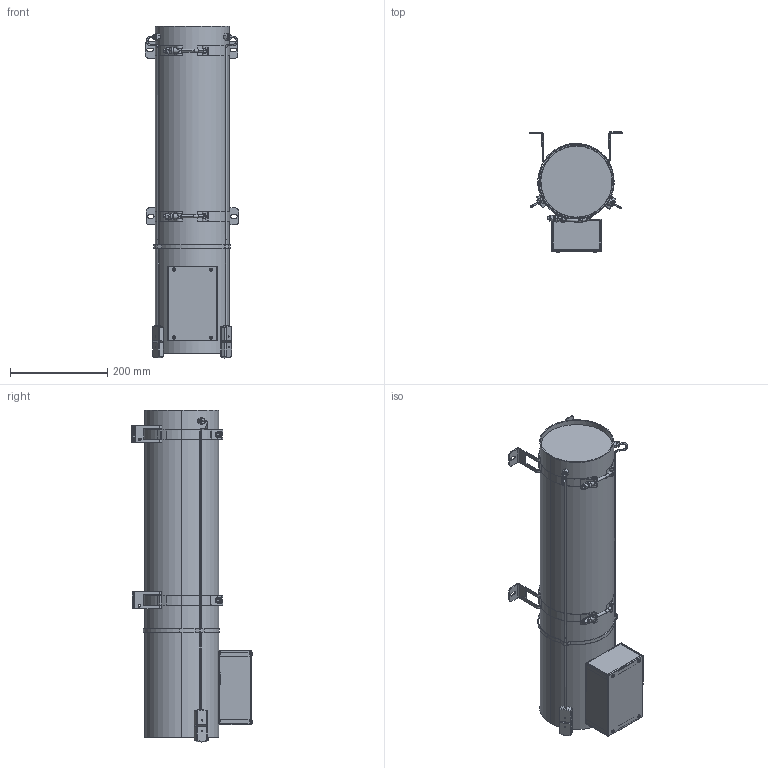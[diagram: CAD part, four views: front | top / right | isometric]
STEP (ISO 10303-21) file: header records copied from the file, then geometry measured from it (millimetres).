
FILE_DESCRIPTION (( 'STEP AP203' ), '1' );
FILE_NAME ('FT600-NF-NF-TF2 SEP2017 203.STEP', '2017-09-01T17:25:52', ( '' ), ( '' ), 'SwSTEP 2.0', 'SolidWorks 2017', '' );
FILE_SCHEMA (( 'CONFIG_CONTROL_DESIGN' ));
Length unit declared in the file: inch
Products named in the file (1): FT600-NF-NF-TF2 SEP2017 203
Bounding box: 191.56 x 247.89 x 683.29 mm (x, y, z)
Volume: 925662.6 mm3; surface area: 976145 mm2
Topology: 40 solids, 40 shells, 1328 faces, 3419 edges, 2140 vertices
Faces by surface type: cylinder 512, plane 478, cone 226, bspline 96, torus 16
Entity records: 44764 total; most frequent: CARTESIAN_POINT 12218, DIRECTION 6967, ORIENTED_EDGE 6774, EDGE_CURVE 3387, AXIS2_PLACEMENT_3D 2651, VERTEX_POINT 2140, LINE 1665, VECTOR 1665
